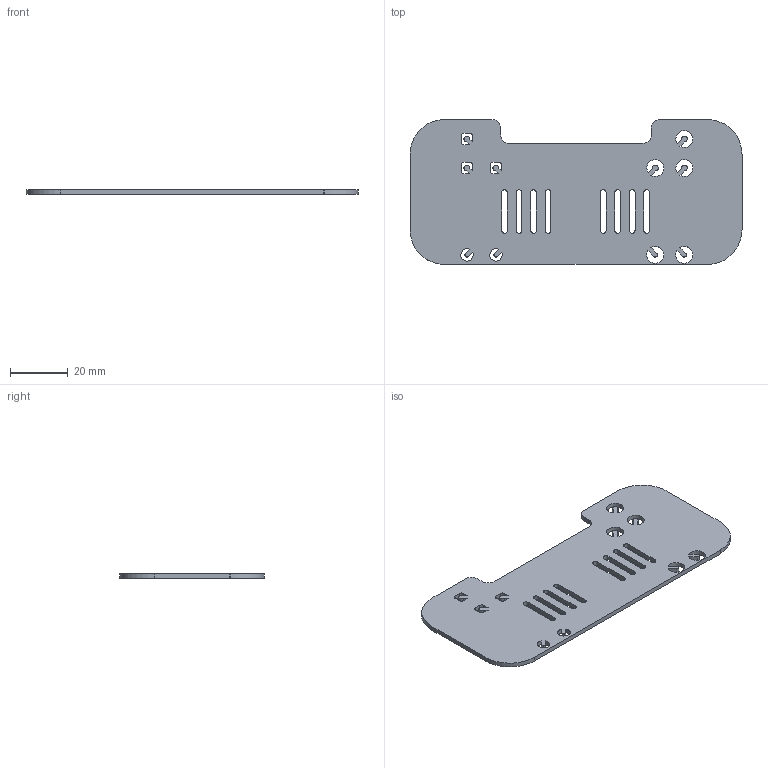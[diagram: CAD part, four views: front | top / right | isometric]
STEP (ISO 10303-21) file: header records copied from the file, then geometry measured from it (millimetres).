
FILE_DESCRIPTION(('KiCad electronic assembly'),'2;1');
FILE_NAME('solderbit-gamepad-experiment.step','2025-01-24T12:42:43',( 'Pcbnew'),('Kicad'),'Open CASCADE STEP processor 7.8', 'KiCad to STEP converter','Unknown');
FILE_SCHEMA(('AUTOMOTIVE_DESIGN { 1 0 10303 214 1 1 1 1 }'));
Length unit declared in the file: millimetre
Products named in the file (2): solderbit-gamepad-experiment 1; solderbit-gamepad-experiment_PCB
Assembly tree (1 placements, depth 2):
  solderbit-gamepad-experiment 1
    solderbit-gamepad-experiment_PCB
Bounding box: 114.5 x 50 x 1.6 mm (x, y, z)
Volume: 7651.4 mm3; surface area: 10850 mm2
Topology: 1 solids, 1 shells, 202 faces, 600 edges, 400 vertices
Faces by surface type: plane 132, cylinder 70
Entity records: 6873 total; most frequent: CARTESIAN_POINT 1204, ORIENTED_EDGE 1200, DIRECTION 1148, EDGE_CURVE 600, LINE 460, VECTOR 460, VERTEX_POINT 400, AXIS2_PLACEMENT_3D 344
